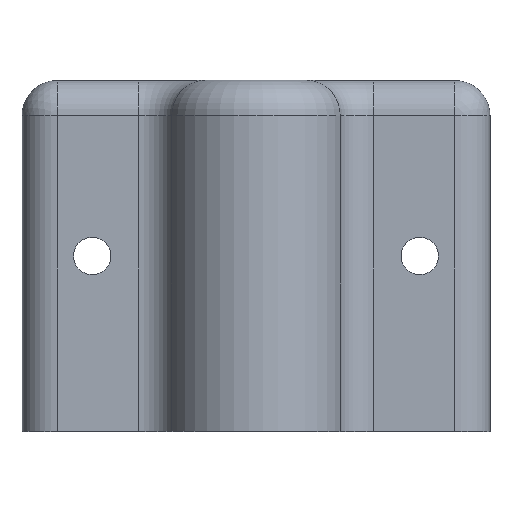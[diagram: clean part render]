
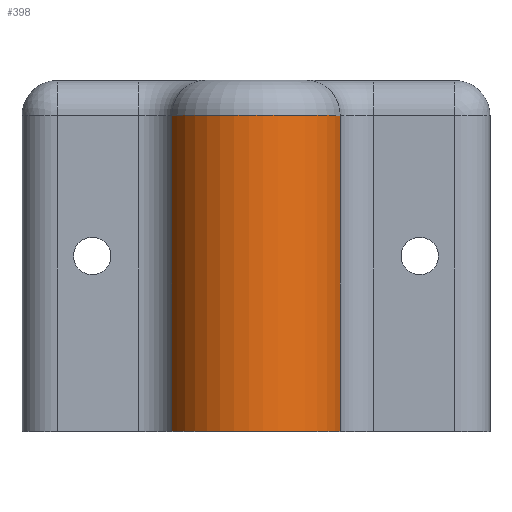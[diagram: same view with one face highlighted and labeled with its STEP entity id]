
A CAD part, top view. The second image highlights one B-rep face of the part: STEP entity #398.
In plain terms, the highlighted cylindrical face has radius 7.5 mm (diameter 15 mm), a partial arc.
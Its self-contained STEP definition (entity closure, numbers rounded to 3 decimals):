
#46=FACE_OUTER_BOUND('',#72,.T.);
#72=EDGE_LOOP('',(#312,#313,#314,#315));
#102=LINE('',#687,#129);
#103=LINE('',#691,#130);
#129=VECTOR('',#560,10.);
#130=VECTOR('',#565,10.);
#151=CIRCLE('',#437,7.5);
#163=CIRCLE('',#459,7.5);
#179=VERTEX_POINT('',#635);
#181=VERTEX_POINT('',#641);
#194=VERTEX_POINT('',#686);
#195=VERTEX_POINT('',#690);
#218=EDGE_CURVE('',#179,#181,#151,.T.);
#239=EDGE_CURVE('',#181,#194,#102,.T.);
#241=EDGE_CURVE('',#195,#179,#103,.T.);
#242=EDGE_CURVE('',#195,#194,#163,.T.);
#312=ORIENTED_EDGE('',*,*,#218,.F.);
#313=ORIENTED_EDGE('',*,*,#241,.F.);
#314=ORIENTED_EDGE('',*,*,#242,.T.);
#315=ORIENTED_EDGE('',*,*,#239,.F.);
#379=CYLINDRICAL_SURFACE('',#458,7.5);
#398=ADVANCED_FACE('',(#46),#379,.T.);
#437=AXIS2_PLACEMENT_3D('',#645,#510,#511);
#458=AXIS2_PLACEMENT_3D('',#689,#563,#564);
#459=AXIS2_PLACEMENT_3D('',#692,#566,#567);
#510=DIRECTION('center_axis',(0.,1.,0.));
#511=DIRECTION('ref_axis',(0.,0.,1.));
#560=DIRECTION('',(0.,-1.,0.));
#563=DIRECTION('center_axis',(0.,1.,0.));
#564=DIRECTION('ref_axis',(-1.,0.,0.));
#565=DIRECTION('',(0.,1.,0.));
#566=DIRECTION('center_axis',(0.,1.,0.));
#567=DIRECTION('ref_axis',(-1.,0.,0.));
#635=CARTESIAN_POINT('',(-7.187,27.,2.143));
#641=CARTESIAN_POINT('',(7.187,27.,2.143));
#645=CARTESIAN_POINT('Origin',(0.,27.,0.));
#686=CARTESIAN_POINT('',(7.187,0.,2.143));
#687=CARTESIAN_POINT('',(7.187,0.,2.143));
#689=CARTESIAN_POINT('Origin',(0.,0.,0.));
#690=CARTESIAN_POINT('',(-7.187,0.,2.143));
#691=CARTESIAN_POINT('',(-7.187,0.,2.143));
#692=CARTESIAN_POINT('Origin',(0.,0.,0.));
